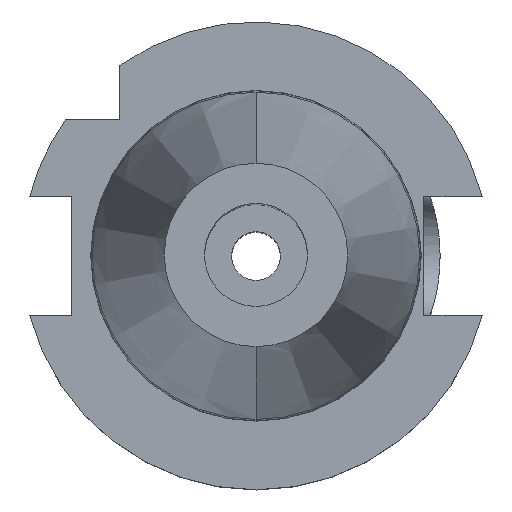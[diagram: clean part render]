
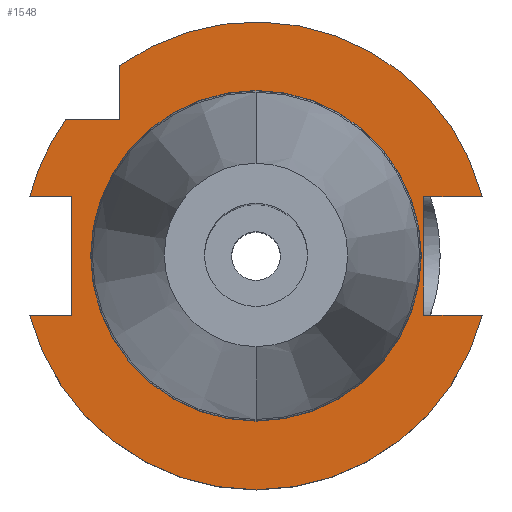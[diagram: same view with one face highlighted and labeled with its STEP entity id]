
A CAD part, top view. The second image highlights one B-rep face of the part: STEP entity #1548.
In plain terms, the highlighted planar face has unit normal (0, 0, 1).
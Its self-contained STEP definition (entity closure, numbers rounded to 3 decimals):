
#175=DIRECTION('',(0.,-1.,0.));
#176=VECTOR('',#175,7.334);
#177=CARTESIAN_POINT('',(-18.5,25.834,-3.2));
#178=LINE('',#177,#176);
#182=DIRECTION('',(-1.,0.,0.));
#183=VECTOR('',#182,7.938);
#184=CARTESIAN_POINT('',(30.738,8.05,-3.2));
#185=LINE('',#184,#183);
#189=DIRECTION('',(0.,1.,0.));
#190=VECTOR('',#189,16.1);
#191=CARTESIAN_POINT('',(22.8,-8.05,-3.2));
#192=LINE('',#191,#190);
#196=DIRECTION('',(-1.,0.,0.));
#197=VECTOR('',#196,7.938);
#198=CARTESIAN_POINT('',(30.738,-8.05,-3.2));
#199=LINE('',#198,#197);
#203=DIRECTION('',(1.,0.,0.));
#204=VECTOR('',#203,5.738);
#205=CARTESIAN_POINT('',(-30.738,-8.05,-3.2));
#206=LINE('',#205,#204);
#210=DIRECTION('',(0.,1.,0.));
#211=VECTOR('',#210,16.1);
#212=CARTESIAN_POINT('',(-25.,-8.05,-3.2));
#213=LINE('',#212,#211);
#217=DIRECTION('',(1.,0.,0.));
#218=VECTOR('',#217,5.738);
#219=CARTESIAN_POINT('',(-30.738,8.05,-3.2));
#220=LINE('',#219,#218);
#224=DIRECTION('',(1.,0.,0.));
#225=VECTOR('',#224,7.334);
#226=CARTESIAN_POINT('',(-25.834,18.5,-3.2));
#227=LINE('',#226,#225);
#245=CARTESIAN_POINT('',(0.,0.,-3.2));
#246=DIRECTION('',(0.,0.,1.));
#247=DIRECTION('',(0.,1.,0.));
#248=AXIS2_PLACEMENT_3D('',#245,#246,#247);
#253=CARTESIAN_POINT('',(0.,0.,-3.2));
#254=DIRECTION('',(0.,0.,-1.));
#255=DIRECTION('',(0.,1.,0.));
#256=AXIS2_PLACEMENT_3D('',#253,#254,#255);
#767=CARTESIAN_POINT('',(0.,0.,-3.2));
#768=DIRECTION('',(0.,0.,1.));
#769=DIRECTION('',(-0.967,-0.253,0.));
#770=AXIS2_PLACEMENT_3D('',#767,#768,#769);
#812=CARTESIAN_POINT('',(0.,0.,-3.2));
#813=DIRECTION('',(0.,0.,1.));
#814=DIRECTION('',(0.967,0.253,0.));
#815=AXIS2_PLACEMENT_3D('',#812,#813,#814);
#827=CARTESIAN_POINT('',(0.,0.,-3.2));
#828=DIRECTION('',(0.,0.,1.));
#829=DIRECTION('',(-0.813,0.582,0.));
#830=AXIS2_PLACEMENT_3D('',#827,#828,#829);
#1183=CARTESIAN_POINT('',(0.,22.334,-3.2));
#1185=VERTEX_POINT('',#1183);
#1193=CARTESIAN_POINT('',(0.,-22.334,-3.2));
#1195=VERTEX_POINT('',#1193);
#1215=CARTESIAN_POINT('',(30.738,8.05,-3.2));
#1216=VERTEX_POINT('',#1215);
#1217=CARTESIAN_POINT('',(30.738,-8.05,-3.2));
#1218=VERTEX_POINT('',#1217);
#1219=CARTESIAN_POINT('',(22.8,-8.05,-3.2));
#1220=CARTESIAN_POINT('',(22.8,8.05,-3.2));
#1221=VERTEX_POINT('',#1219);
#1222=VERTEX_POINT('',#1220);
#1259=CARTESIAN_POINT('',(-30.738,8.05,-3.2));
#1260=VERTEX_POINT('',#1259);
#1261=CARTESIAN_POINT('',(-30.738,-8.05,-3.2));
#1262=VERTEX_POINT('',#1261);
#1263=CARTESIAN_POINT('',(-25.,-8.05,-3.2));
#1264=CARTESIAN_POINT('',(-25.,8.05,-3.2));
#1265=VERTEX_POINT('',#1263);
#1266=VERTEX_POINT('',#1264);
#1291=CARTESIAN_POINT('',(-18.5,25.834,-3.2));
#1292=VERTEX_POINT('',#1291);
#1293=CARTESIAN_POINT('',(-25.834,18.5,-3.2));
#1294=VERTEX_POINT('',#1293);
#1295=CARTESIAN_POINT('',(-18.5,18.5,-3.2));
#1296=VERTEX_POINT('',#1295);
#1516=CARTESIAN_POINT('',(0.,0.,-3.2));
#1517=DIRECTION('',(0.,0.,-1.));
#1518=DIRECTION('',(0.,-1.,0.));
#1519=AXIS2_PLACEMENT_3D('',#1516,#1517,#1518);
#1520=PLANE('',#1519);
#1522=ORIENTED_EDGE('',*,*,#1521,.F.);
#1524=ORIENTED_EDGE('',*,*,#1523,.F.);
#1526=ORIENTED_EDGE('',*,*,#1525,.T.);
#1528=ORIENTED_EDGE('',*,*,#1527,.F.);
#1530=ORIENTED_EDGE('',*,*,#1529,.F.);
#1532=ORIENTED_EDGE('',*,*,#1531,.F.);
#1533=ORIENTED_EDGE('',*,*,#1498,.T.);
#1534=ORIENTED_EDGE('',*,*,#1414,.T.);
#1535=ORIENTED_EDGE('',*,*,#1441,.F.);
#1537=ORIENTED_EDGE('',*,*,#1536,.F.);
#1539=ORIENTED_EDGE('',*,*,#1538,.T.);
#1540=EDGE_LOOP('',(#1522,#1524,#1526,#1528,#1530,#1532,#1533,#1534,#1535,#1537,
#1539));
#1541=FACE_OUTER_BOUND('',#1540,.F.);
#1543=ORIENTED_EDGE('',*,*,#1542,.T.);
#1545=ORIENTED_EDGE('',*,*,#1544,.F.);
#1546=EDGE_LOOP('',(#1543,#1545));
#1547=FACE_BOUND('',#1546,.F.);
#249=CIRCLE('',#248,22.334);
#257=CIRCLE('',#256,22.334);
#771=CIRCLE('',#770,31.775);
#816=CIRCLE('',#815,31.775);
#831=CIRCLE('',#830,31.775);
#1414=EDGE_CURVE('',#1265,#1266,#213,.T.);
#1441=EDGE_CURVE('',#1260,#1266,#220,.T.);
#1498=EDGE_CURVE('',#1262,#1265,#206,.T.);
#1521=EDGE_CURVE('',#1292,#1296,#178,.T.);
#1523=EDGE_CURVE('',#1216,#1292,#816,.T.);
#1525=EDGE_CURVE('',#1216,#1222,#185,.T.);
#1527=EDGE_CURVE('',#1221,#1222,#192,.T.);
#1529=EDGE_CURVE('',#1218,#1221,#199,.T.);
#1531=EDGE_CURVE('',#1262,#1218,#771,.T.);
#1536=EDGE_CURVE('',#1294,#1260,#831,.T.);
#1538=EDGE_CURVE('',#1294,#1296,#227,.T.);
#1542=EDGE_CURVE('',#1185,#1195,#249,.T.);
#1544=EDGE_CURVE('',#1185,#1195,#257,.T.);
#1548=ADVANCED_FACE('',(#1541,#1547),#1520,.F.);
